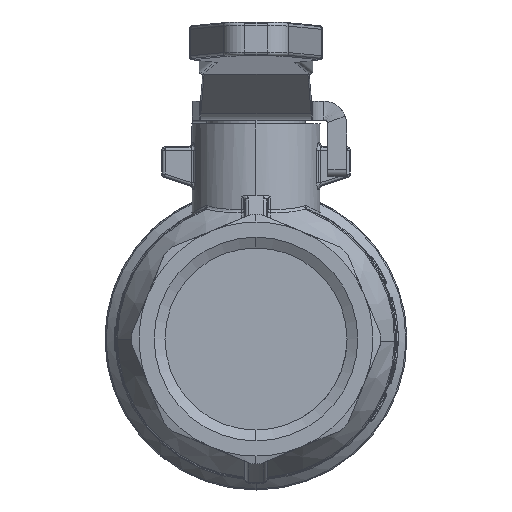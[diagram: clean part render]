
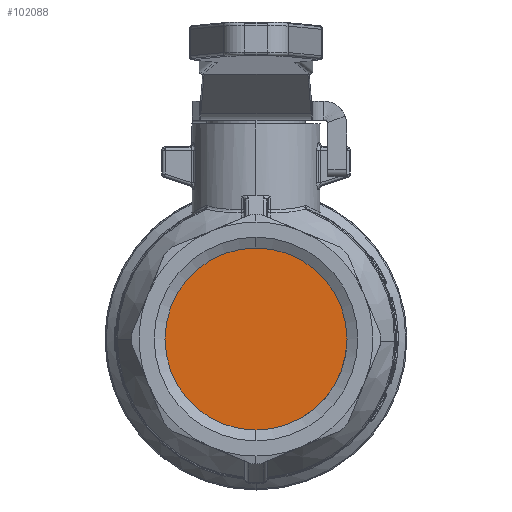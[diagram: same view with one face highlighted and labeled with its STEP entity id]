
A CAD part, left-side view. The second image highlights one B-rep face of the part: STEP entity #102088.
In plain terms, the highlighted planar face has unit normal (-1, 0, 0).
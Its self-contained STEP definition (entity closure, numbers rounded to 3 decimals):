
#10029=CARTESIAN_POINT('',(-17.5,-0.,-12.059));
#10030=VERTEX_POINT('',#10029);
#10039=CARTESIAN_POINT('',(-17.5,0.,0.));
#10040=DIRECTION('',(-1.,-0.,-0.));
#10041=DIRECTION('',(0.,0.,-1.));
#10042=AXIS2_PLACEMENT_3D('',#10039,#10040,#10041);
#10043=CIRCLE('',#10042,12.059);
#10044=EDGE_CURVE('',#10030,#10030,#10043,.T.);
#102080=CARTESIAN_POINT('',(-17.5,0.,10.779));
#102081=DIRECTION('',(1.,0.,0.));
#102082=DIRECTION('',(0.,1.,0.));
#102083=AXIS2_PLACEMENT_3D('',#102080,#102081,#102082);
#102084=PLANE('',#102083);
#102085=ORIENTED_EDGE('',*,*,#10044,.T.);
#102086=EDGE_LOOP('',(#102085));
#102087=FACE_BOUND('',#102086,.T.);
#102088=ADVANCED_FACE('',(#102087),#102084,.F.);
